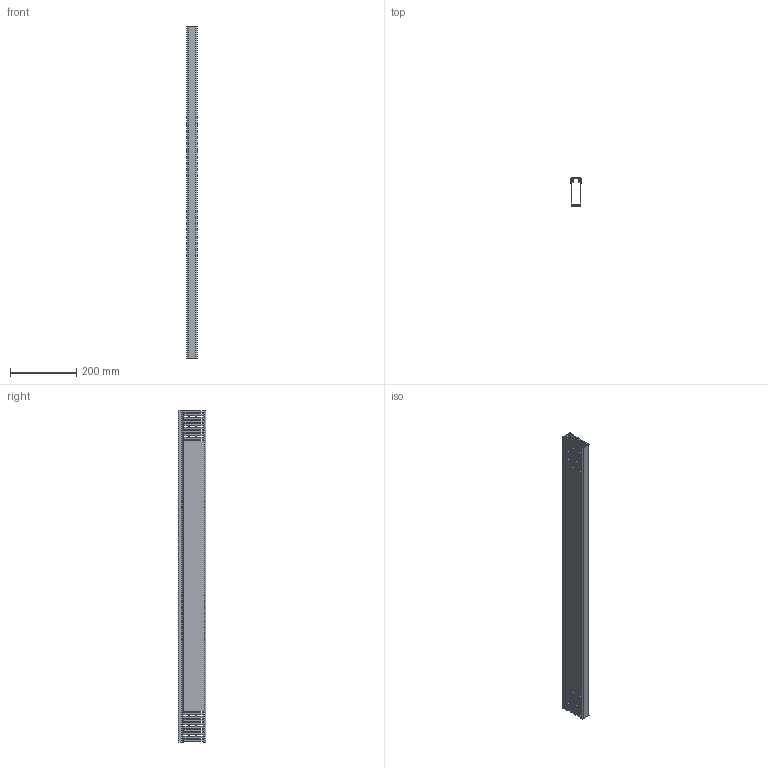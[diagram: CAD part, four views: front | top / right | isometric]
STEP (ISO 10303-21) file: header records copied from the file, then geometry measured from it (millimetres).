
FILE_DESCRIPTION (( 'STEP AP214' ), '1' );
FILE_NAME ('6178225.STEP', '2025-04-07T12:54:52', ( '' ), ( '' ), 'SwSTEP 2.0', 'SolidWorks 2024', '' );
FILE_SCHEMA (( 'AUTOMOTIVE_DESIGN' ));
Length unit declared in the file: millimetre
Products named in the file (3): BKS 05.004-049_80025; BKS 05.002-016; 6178225
Assembly tree (2 placements, depth 2):
  6178225
    BKS 05.004-049_80025
    BKS 05.002-016
Bounding box: 31.01 x 83.2 x 1000 mm (x, y, z)
Volume: 492369.6 mm3; surface area: 543467.3 mm2
Topology: 2 solids, 2 shells, 1458 faces, 4286 edges, 2832 vertices
Faces by surface type: plane 832, cylinder 626
Entity records: 48682 total; most frequent: CARTESIAN_POINT 8581, ORIENTED_EDGE 8572, DIRECTION 8464, EDGE_CURVE 4286, LINE 3034, VECTOR 3034, VERTEX_POINT 2832, AXIS2_PLACEMENT_3D 2715
